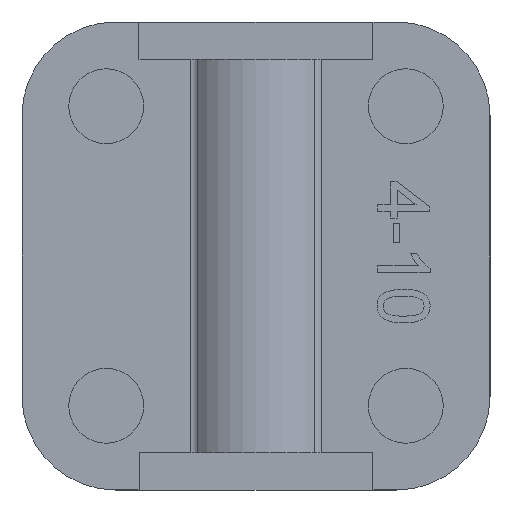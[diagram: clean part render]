
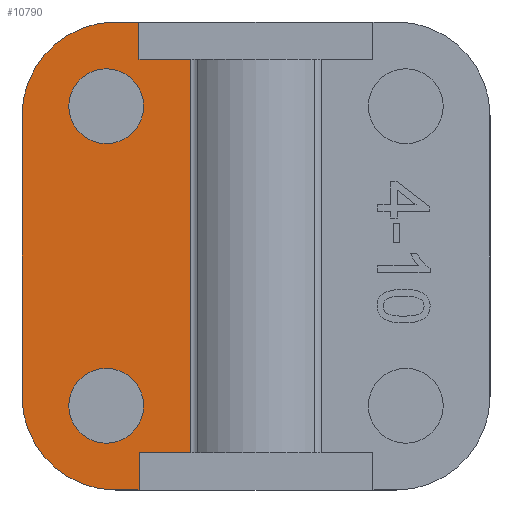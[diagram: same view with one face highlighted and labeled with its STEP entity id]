
A CAD part, front view. The second image highlights one B-rep face of the part: STEP entity #10790.
In plain terms, the highlighted face is planar.
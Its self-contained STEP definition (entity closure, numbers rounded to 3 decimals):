
#193 = VERTEX_POINT ( 'NONE', #1587 ) ;
#265 = ORIENTED_EDGE ( 'NONE', *, *, #9075, .F. ) ;
#302 = DIRECTION ( 'NONE',  ( 0., 1., 0. ) ) ;
#345 = CARTESIAN_POINT ( 'NONE',  ( -12.5, 0., 7.5 ) ) ;
#547 = VERTEX_POINT ( 'NONE', #5565 ) ;
#568 = ORIENTED_EDGE ( 'NONE', *, *, #6841, .T. ) ;
#704 = FACE_BOUND ( 'NONE', #6248, .T. ) ;
#709 = CARTESIAN_POINT ( 'NONE',  ( 8., 0., 8. ) ) ;
#714 = ORIENTED_EDGE ( 'NONE', *, *, #6289, .T. ) ;
#801 = DIRECTION ( 'NONE',  ( -1., 0., 0. ) ) ;
#830 = EDGE_CURVE ( 'NONE', #3257, #3624, #1695, .T. ) ;
#905 = ORIENTED_EDGE ( 'NONE', *, *, #2929, .T. ) ;
#975 = VERTEX_POINT ( 'NONE', #7960 ) ;
#1173 = AXIS2_PLACEMENT_3D ( 'NONE', #5259, #1800, #10206 ) ;
#1252 = DIRECTION ( 'NONE',  ( -1., 0., 0. ) ) ;
#1314 = VERTEX_POINT ( 'NONE', #345 ) ;
#1431 = ORIENTED_EDGE ( 'NONE', *, *, #830, .F. ) ;
#1547 = AXIS2_PLACEMENT_3D ( 'NONE', #8748, #6922, #3750 ) ;
#1568 = CARTESIAN_POINT ( 'NONE',  ( -8., 0., 6.35 ) ) ;
#1587 = CARTESIAN_POINT ( 'NONE',  ( -7.5, 0., 12.5 ) ) ;
#1596 = EDGE_CURVE ( 'NONE', #3624, #7029, #1688, .T. ) ;
#1688 = LINE ( 'NONE', #2305, #2076 ) ;
#1695 = LINE ( 'NONE', #2830, #10458 ) ;
#1800 = DIRECTION ( 'NONE',  ( 0., 1., 0. ) ) ;
#1868 = VERTEX_POINT ( 'NONE', #5214 ) ;
#1928 = EDGE_CURVE ( 'NONE', #1868, #5042, #3522, .T. ) ;
#2057 = ORIENTED_EDGE ( 'NONE', *, *, #4100, .F. ) ;
#2076 = VECTOR ( 'NONE', #3183, 1000. ) ;
#2187 = ORIENTED_EDGE ( 'NONE', *, *, #1928, .T. ) ;
#2229 = DIRECTION ( 'NONE',  ( 0., 0., 1. ) ) ;
#2279 = EDGE_CURVE ( 'NONE', #547, #7029, #2619, .T. ) ;
#2300 = EDGE_CURVE ( 'NONE', #6957, #9365, #8617, .T. ) ;
#2305 = CARTESIAN_POINT ( 'NONE',  ( -10.5, 0., 12.5 ) ) ;
#2436 = VECTOR ( 'NONE', #1252, 1000. ) ;
#2613 = DIRECTION ( 'NONE',  ( 0., 1., 0. ) ) ;
#2618 = DIRECTION ( 'NONE',  ( 0., 0., -1. ) ) ;
#2619 = LINE ( 'NONE', #4213, #4565 ) ;
#2665 = PLANE ( 'NONE',  #5725 ) ;
#2685 = FACE_OUTER_BOUND ( 'NONE', #8857, .T. ) ;
#2770 = LINE ( 'NONE', #5460, #6811 ) ;
#2828 = VECTOR ( 'NONE', #6142, 1000. ) ;
#2830 = CARTESIAN_POINT ( 'NONE',  ( 12.5, 0., 6.25 ) ) ;
#2929 = EDGE_CURVE ( 'NONE', #5042, #975, #5473, .T. ) ;
#2980 = VERTEX_POINT ( 'NONE', #5051 ) ;
#3052 = DIRECTION ( 'NONE',  ( -1., 0., 0. ) ) ;
#3183 = DIRECTION ( 'NONE',  ( 0., 0., -1. ) ) ;
#3257 = VERTEX_POINT ( 'NONE', #8670 ) ;
#3298 = VERTEX_POINT ( 'NONE', #8814 ) ;
#3416 = VECTOR ( 'NONE', #3052, 1000. ) ;
#3511 = CARTESIAN_POINT ( 'NONE',  ( 12.5, 0., 12.5 ) ) ;
#3522 = CIRCLE ( 'NONE', #3741, 5. ) ;
#3533 = AXIS2_PLACEMENT_3D ( 'NONE', #5014, #2613, #10100 ) ;
#3592 = ORIENTED_EDGE ( 'NONE', *, *, #10425, .F. ) ;
#3597 = DIRECTION ( 'NONE',  ( 1., 0., 0. ) ) ;
#3624 = VERTEX_POINT ( 'NONE', #7813 ) ;
#3736 = CARTESIAN_POINT ( 'NONE',  ( -12.5, 0., 12.5 ) ) ;
#3741 = AXIS2_PLACEMENT_3D ( 'NONE', #10404, #3755, #9612 ) ;
#3750 = DIRECTION ( 'NONE',  ( 0., 0., 1. ) ) ;
#3755 = DIRECTION ( 'NONE',  ( 0., 1., 0. ) ) ;
#4033 = VECTOR ( 'NONE', #2618, 1000. ) ;
#4100 = EDGE_CURVE ( 'NONE', #2980, #4850, #10127, .T. ) ;
#4133 = EDGE_LOOP ( 'NONE', ( #2057, #265 ) ) ;
#4213 = CARTESIAN_POINT ( 'NONE',  ( 12.5, 0., 3.473 ) ) ;
#4565 = VECTOR ( 'NONE', #801, 1000. ) ;
#4751 = CIRCLE ( 'NONE', #10328, 1.65 ) ;
#4850 = VERTEX_POINT ( 'NONE', #5545 ) ;
#5014 = CARTESIAN_POINT ( 'NONE',  ( -8., 0., 8. ) ) ;
#5042 = VERTEX_POINT ( 'NONE', #8310 ) ;
#5051 = CARTESIAN_POINT ( 'NONE',  ( 8., 0., 9.65 ) ) ;
#5202 = EDGE_CURVE ( 'NONE', #9365, #6957, #8534, .T. ) ;
#5214 = CARTESIAN_POINT ( 'NONE',  ( 7.5, 0., 12.5 ) ) ;
#5259 = CARTESIAN_POINT ( 'NONE',  ( -7.5, 0., 7.5 ) ) ;
#5460 = CARTESIAN_POINT ( 'NONE',  ( 10.5, 0., 12.5 ) ) ;
#5473 = LINE ( 'NONE', #6009, #4033 ) ;
#5503 = DIRECTION ( 'NONE',  ( 0., 0., -1. ) ) ;
#5545 = CARTESIAN_POINT ( 'NONE',  ( 8., 0., 6.35 ) ) ;
#5546 = CARTESIAN_POINT ( 'NONE',  ( 8., 0., 8. ) ) ;
#5565 = CARTESIAN_POINT ( 'NONE',  ( 10.5, 0., 3.473 ) ) ;
#5725 = AXIS2_PLACEMENT_3D ( 'NONE', #3511, #302, #7699 ) ;
#5919 = CARTESIAN_POINT ( 'NONE',  ( -10.5, 0., 3.473 ) ) ;
#6009 = CARTESIAN_POINT ( 'NONE',  ( 12.5, 0., 12.5 ) ) ;
#6096 = LINE ( 'NONE', #8752, #2436 ) ;
#6112 = ORIENTED_EDGE ( 'NONE', *, *, #5202, .F. ) ;
#6142 = DIRECTION ( 'NONE',  ( 0., 0., -1. ) ) ;
#6248 = EDGE_LOOP ( 'NONE', ( #6112, #10511 ) ) ;
#6289 = EDGE_CURVE ( 'NONE', #3298, #547, #2770, .T. ) ;
#6440 = ORIENTED_EDGE ( 'NONE', *, *, #2279, .T. ) ;
#6568 = DIRECTION ( 'NONE',  ( 0., 0., 1. ) ) ;
#6652 = ORIENTED_EDGE ( 'NONE', *, *, #1596, .F. ) ;
#6811 = VECTOR ( 'NONE', #5503, 1000. ) ;
#6841 = EDGE_CURVE ( 'NONE', #975, #3298, #6932, .T. ) ;
#6922 = DIRECTION ( 'NONE',  ( 0., 1., 0. ) ) ;
#6932 = LINE ( 'NONE', #7306, #3416 ) ;
#6957 = VERTEX_POINT ( 'NONE', #1568 ) ;
#7029 = VERTEX_POINT ( 'NONE', #5919 ) ;
#7166 = ORIENTED_EDGE ( 'NONE', *, *, #9272, .F. ) ;
#7224 = DIRECTION ( 'NONE',  ( 0., 1., 0. ) ) ;
#7306 = CARTESIAN_POINT ( 'NONE',  ( 12.5, 0., 6.25 ) ) ;
#7699 = DIRECTION ( 'NONE',  ( 0., 0., 1. ) ) ;
#7774 = LINE ( 'NONE', #3736, #2828 ) ;
#7813 = CARTESIAN_POINT ( 'NONE',  ( -10.5, 0., 6.25 ) ) ;
#7960 = CARTESIAN_POINT ( 'NONE',  ( 12.5, 0., 6.25 ) ) ;
#8164 = CIRCLE ( 'NONE', #1173, 5. ) ;
#8277 = DIRECTION ( 'NONE',  ( 0., 1., 0. ) ) ;
#8310 = CARTESIAN_POINT ( 'NONE',  ( 12.5, 0., 7.5 ) ) ;
#8534 = CIRCLE ( 'NONE', #1547, 1.65 ) ;
#8617 = CIRCLE ( 'NONE', #3533, 1.65 ) ;
#8670 = CARTESIAN_POINT ( 'NONE',  ( -12.5, 0., 6.25 ) ) ;
#8748 = CARTESIAN_POINT ( 'NONE',  ( -8., 0., 8. ) ) ;
#8752 = CARTESIAN_POINT ( 'NONE',  ( 12.5, 0., 12.5 ) ) ;
#8814 = CARTESIAN_POINT ( 'NONE',  ( 10.5, 0., 6.25 ) ) ;
#8857 = EDGE_LOOP ( 'NONE', ( #7166, #2187, #905, #568, #714, #6440, #6652, #1431, #3592, #10166 ) ) ;
#9005 = CARTESIAN_POINT ( 'NONE',  ( -8., 0., 9.65 ) ) ;
#9075 = EDGE_CURVE ( 'NONE', #4850, #2980, #4751, .T. ) ;
#9272 = EDGE_CURVE ( 'NONE', #1868, #193, #6096, .T. ) ;
#9363 = FACE_BOUND ( 'NONE', #4133, .T. ) ;
#9365 = VERTEX_POINT ( 'NONE', #9005 ) ;
#9574 = AXIS2_PLACEMENT_3D ( 'NONE', #709, #8277, #6568 ) ;
#9612 = DIRECTION ( 'NONE',  ( 0., 0., 1. ) ) ;
#10100 = DIRECTION ( 'NONE',  ( 0., 0., 1. ) ) ;
#10127 = CIRCLE ( 'NONE', #9574, 1.65 ) ;
#10166 = ORIENTED_EDGE ( 'NONE', *, *, #10371, .T. ) ;
#10206 = DIRECTION ( 'NONE',  ( 0., 0., 1. ) ) ;
#10328 = AXIS2_PLACEMENT_3D ( 'NONE', #5546, #7224, #2229 ) ;
#10371 = EDGE_CURVE ( 'NONE', #1314, #193, #8164, .T. ) ;
#10404 = CARTESIAN_POINT ( 'NONE',  ( 7.5, 0., 7.5 ) ) ;
#10425 = EDGE_CURVE ( 'NONE', #1314, #3257, #7774, .T. ) ;
#10458 = VECTOR ( 'NONE', #3597, 1000. ) ;
#10511 = ORIENTED_EDGE ( 'NONE', *, *, #2300, .F. ) ;
#10790 = ADVANCED_FACE ( 'NONE', ( #9363, #704, #2685 ), #2665, .T. ) ;
